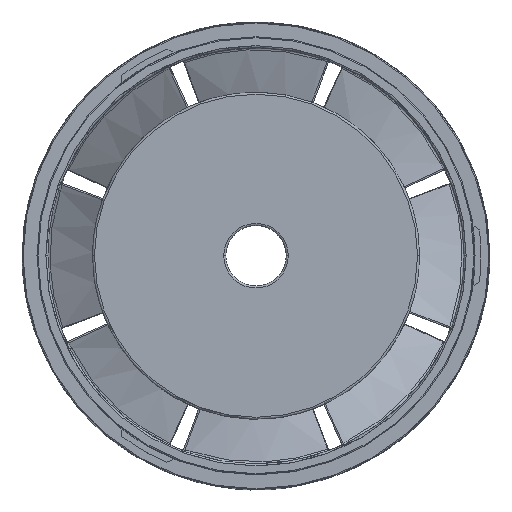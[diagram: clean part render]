
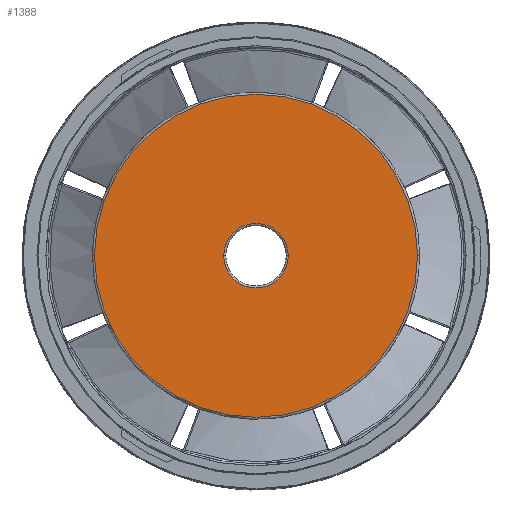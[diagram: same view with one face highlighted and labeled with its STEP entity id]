
A CAD part, top view. The second image highlights one B-rep face of the part: STEP entity #1388.
In plain terms, the highlighted planar face has unit normal (0, 0, 1).
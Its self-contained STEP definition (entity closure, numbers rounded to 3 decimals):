
#310 = AXIS2_PLACEMENT_3D ( 'NONE', #24003, #18818, #24168 ) ;
#515 = CARTESIAN_POINT ( 'NONE',  ( 0., 0., 0. ) ) ;
#923 = AXIS2_PLACEMENT_3D ( 'NONE', #30390, #27520, #34084 ) ;
#1388 = ADVANCED_FACE ( 'NONE', ( #13280, #16309 ), #35057, .T. ) ;
#1596 = CIRCLE ( 'NONE', #13558, 16.3 ) ;
#1796 = ORIENTED_EDGE ( 'NONE', *, *, #9745, .T. ) ;
#2099 = VERTEX_POINT ( 'NONE', #20677 ) ;
#2352 = CARTESIAN_POINT ( 'NONE',  ( -3.25, 0., 0. ) ) ;
#2500 = AXIS2_PLACEMENT_3D ( 'NONE', #2635, #19405, #29779 ) ;
#2635 = CARTESIAN_POINT ( 'NONE',  ( 0., 0., 0. ) ) ;
#3104 = EDGE_CURVE ( 'NONE', #5665, #34363, #1596, .T. ) ;
#3830 = CARTESIAN_POINT ( 'NONE',  ( -16.3, 0., 0. ) ) ;
#5665 = VERTEX_POINT ( 'NONE', #3830 ) ;
#6981 = ORIENTED_EDGE ( 'NONE', *, *, #3104, .T. ) ;
#9745 = EDGE_CURVE ( 'NONE', #2099, #15448, #13223, .T. ) ;
#12552 = EDGE_LOOP ( 'NONE', ( #1796, #33739 ) ) ;
#12865 = DIRECTION ( 'NONE',  ( 0., 0., -1. ) ) ;
#13223 = CIRCLE ( 'NONE', #22353, 3.25 ) ;
#13280 = FACE_OUTER_BOUND ( 'NONE', #15408, .T. ) ;
#13558 = AXIS2_PLACEMENT_3D ( 'NONE', #515, #27810, #14063 ) ;
#14063 = DIRECTION ( 'NONE',  ( 1., 0., 0. ) ) ;
#14374 = ORIENTED_EDGE ( 'NONE', *, *, #22172, .T. ) ;
#15408 = EDGE_LOOP ( 'NONE', ( #14374, #6981 ) ) ;
#15448 = VERTEX_POINT ( 'NONE', #2352 ) ;
#16309 = FACE_BOUND ( 'NONE', #12552, .T. ) ;
#16902 = CIRCLE ( 'NONE', #923, 3.25 ) ;
#18818 = DIRECTION ( 'NONE',  ( 0., 0., 1. ) ) ;
#19405 = DIRECTION ( 'NONE',  ( 0., 0., 1. ) ) ;
#20677 = CARTESIAN_POINT ( 'NONE',  ( 3.25, 0., 0. ) ) ;
#20911 = CARTESIAN_POINT ( 'NONE',  ( 0., 0., 0. ) ) ;
#22172 = EDGE_CURVE ( 'NONE', #34363, #5665, #30420, .T. ) ;
#22353 = AXIS2_PLACEMENT_3D ( 'NONE', #20911, #12865, #26420 ) ;
#24003 = CARTESIAN_POINT ( 'NONE',  ( 0., 0., 0. ) ) ;
#24168 = DIRECTION ( 'NONE',  ( 1., 0., 0. ) ) ;
#26035 = EDGE_CURVE ( 'NONE', #15448, #2099, #16902, .T. ) ;
#26158 = CARTESIAN_POINT ( 'NONE',  ( 16.3, 0., 0. ) ) ;
#26420 = DIRECTION ( 'NONE',  ( 1., 0., 0. ) ) ;
#27520 = DIRECTION ( 'NONE',  ( 0., 0., -1. ) ) ;
#27810 = DIRECTION ( 'NONE',  ( 0., 0., 1. ) ) ;
#29779 = DIRECTION ( 'NONE',  ( 1., 0., 0. ) ) ;
#30390 = CARTESIAN_POINT ( 'NONE',  ( 0., 0., 0. ) ) ;
#30420 = CIRCLE ( 'NONE', #2500, 16.3 ) ;
#33739 = ORIENTED_EDGE ( 'NONE', *, *, #26035, .T. ) ;
#34084 = DIRECTION ( 'NONE',  ( 1., 0., 0. ) ) ;
#34363 = VERTEX_POINT ( 'NONE', #26158 ) ;
#35057 = PLANE ( 'NONE',  #310 ) ;
